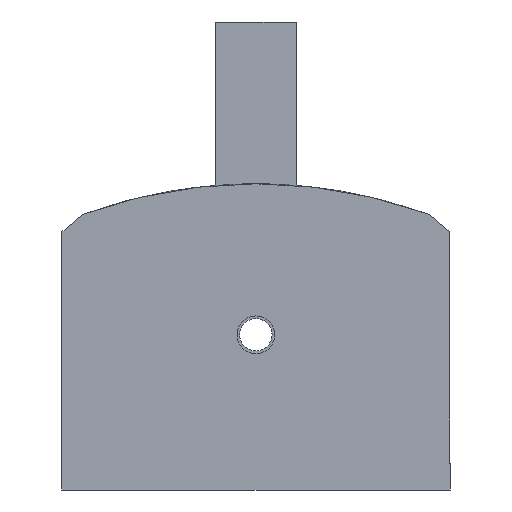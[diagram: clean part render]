
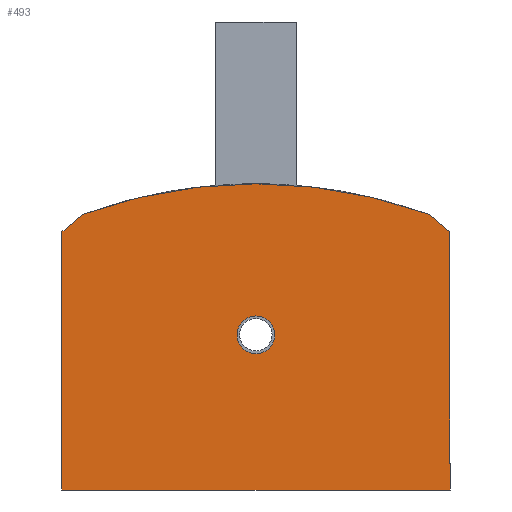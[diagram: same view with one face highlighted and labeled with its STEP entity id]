
A CAD part, left-side view. The second image highlights one B-rep face of the part: STEP entity #493.
In plain terms, the highlighted planar face has unit normal (-1, 0, 0).
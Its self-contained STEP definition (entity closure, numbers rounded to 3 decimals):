
#18=FACE_BOUND('',#94,.T.);
#27=CIRCLE('',#520,3.5);
#41=CIRCLE('',#548,93.493);
#64=FACE_OUTER_BOUND('',#93,.T.);
#93=EDGE_LOOP('',(#426,#427,#428,#429,#430,#431,#432,#433));
#94=EDGE_LOOP('',(#434));
#100=LINE('',#701,#152);
#105=LINE('',#712,#157);
#108=LINE('',#716,#160);
#122=LINE('',#754,#174);
#125=LINE('',#760,#177);
#145=LINE('',#818,#197);
#146=LINE('',#821,#198);
#152=VECTOR('',#560,10.);
#157=VECTOR('',#567,10.);
#160=VECTOR('',#572,10.);
#174=VECTOR('',#606,10.);
#177=VECTOR('',#611,10.);
#197=VECTOR('',#671,10.);
#198=VECTOR('',#674,10.);
#203=VERTEX_POINT('',#697);
#205=VERTEX_POINT('',#700);
#209=VERTEX_POINT('',#709);
#210=VERTEX_POINT('',#711);
#220=VERTEX_POINT('',#741);
#224=VERTEX_POINT('',#752);
#225=VERTEX_POINT('',#756);
#244=VERTEX_POINT('',#816);
#245=VERTEX_POINT('',#820);
#247=EDGE_CURVE('',#203,#205,#100,.T.);
#252=EDGE_CURVE('',#209,#210,#105,.T.);
#255=EDGE_CURVE('',#205,#209,#108,.T.);
#267=EDGE_CURVE('',#220,#220,#27,.T.);
#273=EDGE_CURVE('',#203,#224,#122,.T.);
#276=EDGE_CURVE('',#225,#210,#125,.T.);
#307=EDGE_CURVE('',#224,#244,#145,.T.);
#308=EDGE_CURVE('',#245,#225,#146,.T.);
#310=EDGE_CURVE('',#244,#245,#41,.T.);
#426=ORIENTED_EDGE('',*,*,#310,.T.);
#427=ORIENTED_EDGE('',*,*,#308,.T.);
#428=ORIENTED_EDGE('',*,*,#276,.T.);
#429=ORIENTED_EDGE('',*,*,#252,.F.);
#430=ORIENTED_EDGE('',*,*,#255,.F.);
#431=ORIENTED_EDGE('',*,*,#247,.F.);
#432=ORIENTED_EDGE('',*,*,#273,.T.);
#433=ORIENTED_EDGE('',*,*,#307,.T.);
#434=ORIENTED_EDGE('',*,*,#267,.T.);
#469=PLANE('',#550);
#493=ADVANCED_FACE('',(#64,#18),#469,.F.);
#520=AXIS2_PLACEMENT_3D('',#742,#593,#594);
#548=AXIS2_PLACEMENT_3D('',#824,#678,#679);
#550=AXIS2_PLACEMENT_3D('',#826,#682,#683);
#560=DIRECTION('',(0.,-1.,0.));
#567=DIRECTION('',(0.,1.,0.));
#572=DIRECTION('',(0.,0.,-1.));
#593=DIRECTION('center_axis',(1.,0.,0.));
#594=DIRECTION('ref_axis',(0.,-1.,0.));
#606=DIRECTION('',(0.,0.,1.));
#611=DIRECTION('',(0.,0.,-1.));
#671=DIRECTION('',(0.,0.766,0.643));
#674=DIRECTION('',(0.,0.766,-0.643));
#678=DIRECTION('center_axis',(-1.,0.,0.));
#679=DIRECTION('ref_axis',(0.,0.344,0.939));
#682=DIRECTION('center_axis',(1.,0.,0.));
#683=DIRECTION('ref_axis',(0.,1.,0.));
#697=CARTESIAN_POINT('',(-3.,-35.97,-7.781));
#700=CARTESIAN_POINT('',(-3.,-36.,-7.781));
#701=CARTESIAN_POINT('',(-3.,-18.008,-7.781));
#709=CARTESIAN_POINT('',(-3.,-36.,-12.781));
#711=CARTESIAN_POINT('',(-3.,35.97,-12.781));
#712=CARTESIAN_POINT('',(-3.,17.977,-12.781));
#716=CARTESIAN_POINT('',(-3.,-36.,-11.531));
#741=CARTESIAN_POINT('',(-3.,3.5,16.));
#742=CARTESIAN_POINT('Origin',(-3.,0.,16.));
#752=CARTESIAN_POINT('',(-3.,-35.97,35.088));
#754=CARTESIAN_POINT('',(-3.,-35.97,35.088));
#756=CARTESIAN_POINT('',(-3.,35.97,35.088));
#760=CARTESIAN_POINT('',(-3.,35.97,0.));
#816=CARTESIAN_POINT('',(-3.,-32.139,38.302));
#818=CARTESIAN_POINT('',(-3.,-32.139,38.302));
#820=CARTESIAN_POINT('',(-3.,32.139,38.302));
#821=CARTESIAN_POINT('',(-3.,32.139,38.302));
#824=CARTESIAN_POINT('Origin',(-3.,0.,-49.493));
#826=CARTESIAN_POINT('Origin',(-3.,0.,18.11));
